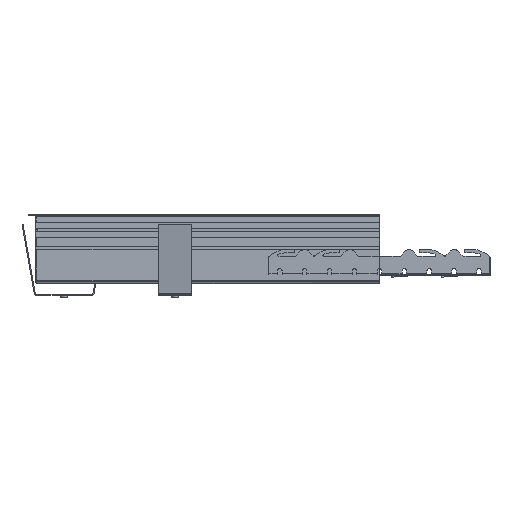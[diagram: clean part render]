
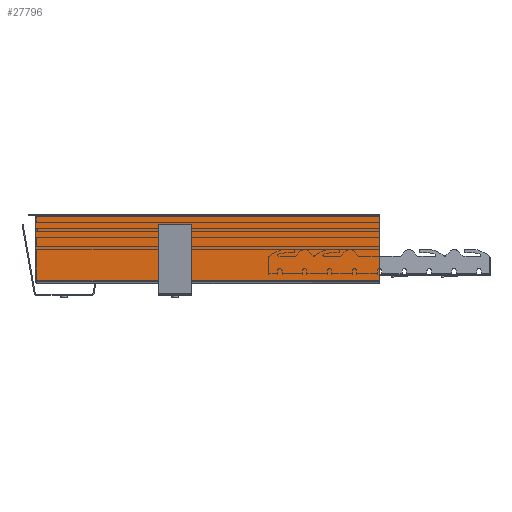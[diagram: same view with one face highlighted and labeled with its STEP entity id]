
A CAD part, left-side view. The second image highlights one B-rep face of the part: STEP entity #27796.
In plain terms, the highlighted planar face has unit normal (-1, 0, 0).
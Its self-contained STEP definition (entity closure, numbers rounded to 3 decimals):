
#2176=FACE_OUTER_BOUND('',#3687,.T.);
#3687=EDGE_LOOP('',(#20405,#20406,#20407,#20408));
#5593=LINE('',#42910,#8523);
#5665=LINE('',#43108,#8595);
#5666=LINE('',#43112,#8596);
#5667=LINE('',#43113,#8597);
#8523=VECTOR('',#34151,10.);
#8595=VECTOR('',#34373,10.);
#8596=VECTOR('',#34378,10.);
#8597=VECTOR('',#34379,10.);
#11896=VERTEX_POINT('',#42907);
#11897=VERTEX_POINT('',#42909);
#11948=VERTEX_POINT('',#43107);
#11949=VERTEX_POINT('',#43111);
#14941=EDGE_CURVE('',#11896,#11897,#5593,.T.);
#15040=EDGE_CURVE('',#11948,#11897,#5665,.T.);
#15042=EDGE_CURVE('',#11949,#11896,#5666,.T.);
#15043=EDGE_CURVE('',#11948,#11949,#5667,.T.);
#20405=ORIENTED_EDGE('',*,*,#14941,.F.);
#20406=ORIENTED_EDGE('',*,*,#15042,.F.);
#20407=ORIENTED_EDGE('',*,*,#15043,.F.);
#20408=ORIENTED_EDGE('',*,*,#15040,.T.);
#26754=PLANE('',#29832);
#27796=ADVANCED_FACE('',(#2176),#26754,.F.);
#29832=AXIS2_PLACEMENT_3D('',#43110,#34376,#34377);
#34151=DIRECTION('',(0.,0.,1.));
#34373=DIRECTION('',(0.,1.,0.));
#34376=DIRECTION('center_axis',(1.,0.,0.));
#34377=DIRECTION('ref_axis',(0.,0.,
-1.));
#34378=DIRECTION('',(0.,1.,0.));
#34379=DIRECTION('',(0.,0.,-1.));
#42907=CARTESIAN_POINT('',(-26.,26.,2.));
#42909=CARTESIAN_POINT('',(-26.,26.,61.));
#42910=CARTESIAN_POINT('',(-26.,26.,54.));
#43107=CARTESIAN_POINT('',(-26.,-285.,61.));
#43108=CARTESIAN_POINT('',(-26.,-126.5,61.));
#43110=CARTESIAN_POINT('Origin',(-26.,-126.5,61.2));
#43111=CARTESIAN_POINT('',(-26.,-285.,2.));
#43112=CARTESIAN_POINT('',(-26.,-126.5,2.));
#43113=CARTESIAN_POINT('',(-26.,-285.,2.));
